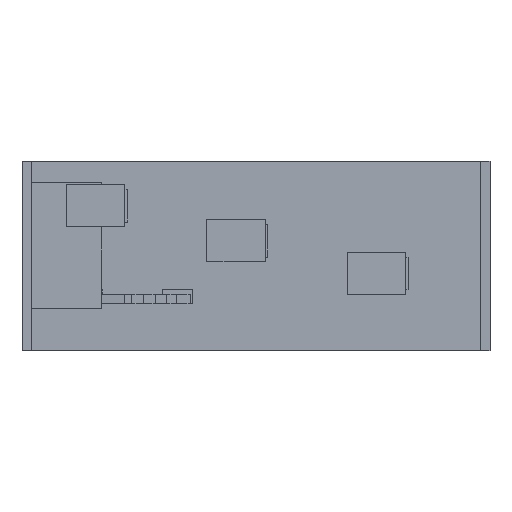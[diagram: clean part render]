
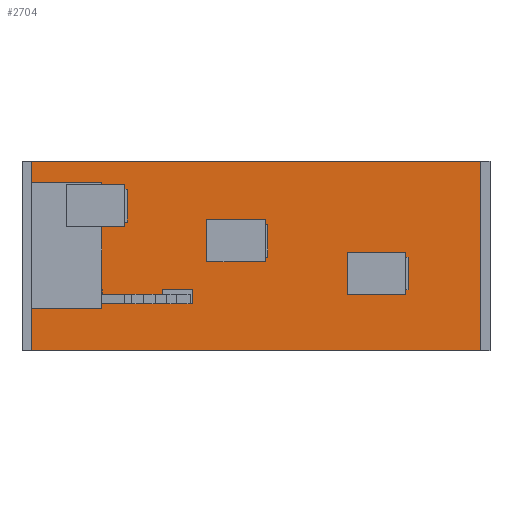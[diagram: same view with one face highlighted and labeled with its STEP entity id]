
A CAD part, front view. The second image highlights one B-rep face of the part: STEP entity #2704.
In plain terms, the highlighted planar face has unit normal (0, -1, 0).
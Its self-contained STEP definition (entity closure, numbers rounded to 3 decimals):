
#419=CARTESIAN_POINT('',(34.392,0.0,-24.942));
#420=VERTEX_POINT('',#419);
#421=CARTESIAN_POINT('',(34.,0.0,-24.942));
#422=VERTEX_POINT('',#421);
#423=CARTESIAN_POINT('',(34.392,0.0,-24.942));
#424=DIRECTION('',(-1.0,0.0,0.0));
#425=VECTOR('',#424,0.392);
#426=LINE('',#423,#425);
#427=EDGE_CURVE('',#420,#422,#426,.T.);
#646=CARTESIAN_POINT('',(34.392,0.0,-20.942));
#647=VERTEX_POINT('',#646);
#654=CARTESIAN_POINT('',(34.392,0.0,-18.942));
#655=VERTEX_POINT('',#654);
#656=CARTESIAN_POINT('',(34.392,0.0,-18.942));
#657=DIRECTION('',(0.0,0.0,-1.0));
#658=VECTOR('',#657,2.0);
#659=LINE('',#656,#658);
#660=EDGE_CURVE('',#655,#647,#659,.T.);
#685=CARTESIAN_POINT('',(34.,0.0,-18.942));
#686=VERTEX_POINT('',#685);
#687=CARTESIAN_POINT('',(34.,0.0,-18.942));
#688=DIRECTION('',(1.0,0.0,0.0));
#689=VECTOR('',#688,0.392);
#690=LINE('',#687,#689);
#691=EDGE_CURVE('',#686,#655,#690,.T.);
#741=CARTESIAN_POINT('',(72.901,0.0,-24.942));
#742=VERTEX_POINT('',#741);
#743=CARTESIAN_POINT('',(59.98,0.0,-24.942));
#744=VERTEX_POINT('',#743);
#745=CARTESIAN_POINT('',(72.901,0.0,-24.942));
#746=DIRECTION('',(-1.0,0.0,0.0));
#747=VECTOR('',#746,12.92);
#748=LINE('',#745,#747);
#749=EDGE_CURVE('',#742,#744,#748,.T.);
#781=CARTESIAN_POINT('',(72.901,0.0,-18.942));
#782=VERTEX_POINT('',#781);
#783=CARTESIAN_POINT('',(72.901,0.0,-18.942));
#784=DIRECTION('',(0.0,0.0,-1.0));
#785=VECTOR('',#784,6.0);
#786=LINE('',#783,#785);
#787=EDGE_CURVE('',#782,#742,#786,.T.);
#812=CARTESIAN_POINT('',(59.98,0.0,-20.942));
#813=VERTEX_POINT('',#812);
#814=CARTESIAN_POINT('',(59.98,0.0,-18.942));
#815=VERTEX_POINT('',#814);
#816=CARTESIAN_POINT('',(59.98,0.0,-20.942));
#817=DIRECTION('',(0.0,0.0,1.0));
#818=VECTOR('',#817,2.0);
#819=LINE('',#816,#818);
#820=EDGE_CURVE('',#813,#815,#819,.T.);
#884=CARTESIAN_POINT('',(59.98,0.0,-18.942));
#885=DIRECTION('',(1.0,0.0,0.0));
#886=VECTOR('',#885,12.92);
#887=LINE('',#884,#886);
#888=EDGE_CURVE('',#815,#782,#887,.T.);
#952=CARTESIAN_POINT('',(34.392,0.0,-20.942));
#953=DIRECTION('',(1.0,0.0,0.0));
#954=VECTOR('',#953,25.589);
#955=LINE('',#952,#954);
#956=EDGE_CURVE('',#647,#813,#955,.T.);
#967=CARTESIAN_POINT('',(59.98,0.0,-24.942));
#968=DIRECTION('',(-1.0,0.0,0.0));
#969=VECTOR('',#968,25.589);
#970=LINE('',#967,#969);
#971=EDGE_CURVE('',#744,#420,#970,.T.);
#1013=CARTESIAN_POINT('',(34.0,0.0,27.0));
#1014=VERTEX_POINT('',#1013);
#1015=CARTESIAN_POINT('',(34.0,0.0,27.0));
#1016=DIRECTION('',(0.0,0.0,-1.0));
#1017=VECTOR('',#1016,45.942);
#1018=LINE('',#1015,#1017);
#1019=EDGE_CURVE('',#1014,#686,#1018,.T.);
#1069=CARTESIAN_POINT('',(34.0,0.0,-27.0));
#1070=VERTEX_POINT('',#1069);
#1077=CARTESIAN_POINT('',(34.,0.0,-24.942));
#1078=DIRECTION('',(0.0,0.0,-1.0));
#1079=VECTOR('',#1078,2.058);
#1080=LINE('',#1077,#1079);
#1081=EDGE_CURVE('',#422,#1070,#1080,.T.);
#2305=CARTESIAN_POINT('',(196.0,0.0,36.));
#2306=VERTEX_POINT('',#2305);
#2369=CARTESIAN_POINT('',(4.0,0.0,36.));
#2370=VERTEX_POINT('',#2369);
#2377=CARTESIAN_POINT('',(196.0,0.0,36.));
#2378=DIRECTION('',(-1.0,0.0,0.0));
#2379=VECTOR('',#2378,192.0);
#2380=LINE('',#2377,#2379);
#2381=EDGE_CURVE('',#2306,#2370,#2380,.T.);
#2561=CARTESIAN_POINT('',(196.0,0.0,-45.0));
#2562=VERTEX_POINT('',#2561);
#2563=CARTESIAN_POINT('',(196.0,0.0,-45.0));
#2564=DIRECTION('',(0.0,0.0,1.0));
#2565=VECTOR('',#2564,81.0);
#2566=LINE('',#2563,#2565);
#2567=EDGE_CURVE('',#2562,#2306,#2566,.T.);
#2580=CARTESIAN_POINT('',(200.0,0.0,0.0));
#2581=DIRECTION('',(0.0,-1.0,0.0));
#2582=DIRECTION('',(0.0,0.0,-1.0));
#2583=AXIS2_PLACEMENT_3D('',#2580,#2581,#2582);
#2584=PLANE('',#2583);
#2585=ORIENTED_EDGE('',*,*,#660,.T.);
#2586=ORIENTED_EDGE('',*,*,#956,.T.);
#2587=ORIENTED_EDGE('',*,*,#820,.T.);
#2588=ORIENTED_EDGE('',*,*,#888,.T.);
#2589=ORIENTED_EDGE('',*,*,#787,.T.);
#2590=ORIENTED_EDGE('',*,*,#749,.T.);
#2591=ORIENTED_EDGE('',*,*,#971,.T.);
#2592=ORIENTED_EDGE('',*,*,#427,.T.);
#2593=ORIENTED_EDGE('',*,*,#1081,.T.);
#2594=CARTESIAN_POINT('',(4.0,0.0,-27.0));
#2595=VERTEX_POINT('',#2594);
#2596=CARTESIAN_POINT('',(4.0,0.0,-27.0));
#2597=DIRECTION('',(1.0,0.0,0.0));
#2598=VECTOR('',#2597,30.0);
#2599=LINE('',#2596,#2598);
#2600=EDGE_CURVE('',#2595,#1070,#2599,.T.);
#2601=ORIENTED_EDGE('',*,*,#2600,.F.);
#2602=CARTESIAN_POINT('',(4.0,0.0,-45.0));
#2603=VERTEX_POINT('',#2602);
#2604=CARTESIAN_POINT('',(4.0,0.0,-27.0));
#2605=DIRECTION('',(0.0,0.0,-1.0));
#2606=VECTOR('',#2605,18.0);
#2607=LINE('',#2604,#2606);
#2608=EDGE_CURVE('',#2595,#2603,#2607,.T.);
#2609=ORIENTED_EDGE('',*,*,#2608,.T.);
#2610=CARTESIAN_POINT('',(4.0,0.0,-45.0));
#2611=DIRECTION('',(1.0,0.0,0.0));
#2612=VECTOR('',#2611,192.0);
#2613=LINE('',#2610,#2612);
#2614=EDGE_CURVE('',#2603,#2562,#2613,.T.);
#2615=ORIENTED_EDGE('',*,*,#2614,.T.);
#2616=ORIENTED_EDGE('',*,*,#2567,.T.);
#2617=ORIENTED_EDGE('',*,*,#2381,.T.);
#2618=CARTESIAN_POINT('',(4.0,0.0,27.0));
#2619=VERTEX_POINT('',#2618);
#2620=CARTESIAN_POINT('',(4.0,0.0,27.0));
#2621=DIRECTION('',(0.0,0.0,1.0));
#2622=VECTOR('',#2621,9.);
#2623=LINE('',#2620,#2622);
#2624=EDGE_CURVE('',#2619,#2370,#2623,.T.);
#2625=ORIENTED_EDGE('',*,*,#2624,.F.);
#2626=CARTESIAN_POINT('',(34.0,0.0,27.0));
#2627=DIRECTION('',(-1.0,0.0,0.0));
#2628=VECTOR('',#2627,30.0);
#2629=LINE('',#2626,#2628);
#2630=EDGE_CURVE('',#1014,#2619,#2629,.T.);
#2631=ORIENTED_EDGE('',*,*,#2630,.F.);
#2632=ORIENTED_EDGE('',*,*,#1019,.T.);
#2633=ORIENTED_EDGE('',*,*,#691,.T.);
#2634=EDGE_LOOP('',(#2585,#2586,#2587,#2588,#2589,#2590,#2591,#2592,#2593,#2601,#2609,#2615,#2616,#2617,#2625,#2631,#2632,#2633));
#2635=FACE_OUTER_BOUND('',#2634,.T.);
#2636=CARTESIAN_POINT('',(139.0,0.0,-21.0));
#2637=VERTEX_POINT('',#2636);
#2638=CARTESIAN_POINT('',(139.0,0.0,-3.));
#2639=VERTEX_POINT('',#2638);
#2640=CARTESIAN_POINT('',(139.0,0.0,-21.0));
#2641=DIRECTION('',(0.0,0.0,1.0));
#2642=VECTOR('',#2641,18.0);
#2643=LINE('',#2640,#2642);
#2644=EDGE_CURVE('',#2637,#2639,#2643,.T.);
#2645=ORIENTED_EDGE('',*,*,#2644,.T.);
#2646=CARTESIAN_POINT('',(154.0,0.0,-3.));
#2647=VERTEX_POINT('',#2646);
#2648=CARTESIAN_POINT('',(139.0,0.0,-3.));
#2649=DIRECTION('',(1.0,0.0,0.0));
#2650=VECTOR('',#2649,15.0);
#2651=LINE('',#2648,#2650);
#2652=EDGE_CURVE('',#2639,#2647,#2651,.T.);
#2653=ORIENTED_EDGE('',*,*,#2652,.T.);
#2654=CARTESIAN_POINT('',(154.0,0.0,-21.0));
#2655=VERTEX_POINT('',#2654);
#2656=CARTESIAN_POINT('',(154.0,0.0,-3.));
#2657=DIRECTION('',(0.0,0.0,-1.0));
#2658=VECTOR('',#2657,18.0);
#2659=LINE('',#2656,#2658);
#2660=EDGE_CURVE('',#2647,#2655,#2659,.T.);
#2661=ORIENTED_EDGE('',*,*,#2660,.T.);
#2662=CARTESIAN_POINT('',(154.0,0.0,-21.0));
#2663=DIRECTION('',(-1.0,0.0,0.0));
#2664=VECTOR('',#2663,15.0);
#2665=LINE('',#2662,#2664);
#2666=EDGE_CURVE('',#2655,#2637,#2665,.T.);
#2667=ORIENTED_EDGE('',*,*,#2666,.T.);
#2668=EDGE_LOOP('',(#2645,#2653,#2661,#2667));
#2669=FACE_BOUND('',#2668,.T.);
#2670=CARTESIAN_POINT('',(79.0,0.0,-7.));
#2671=VERTEX_POINT('',#2670);
#2672=CARTESIAN_POINT('',(79.0,0.0,11.0));
#2673=VERTEX_POINT('',#2672);
#2674=CARTESIAN_POINT('',(79.0,0.0,-7.));
#2675=DIRECTION('',(0.0,0.0,1.0));
#2676=VECTOR('',#2675,18.0);
#2677=LINE('',#2674,#2676);
#2678=EDGE_CURVE('',#2671,#2673,#2677,.T.);
#2679=ORIENTED_EDGE('',*,*,#2678,.T.);
#2680=CARTESIAN_POINT('',(94.0,0.0,11.0));
#2681=VERTEX_POINT('',#2680);
#2682=CARTESIAN_POINT('',(79.0,0.0,11.0));
#2683=DIRECTION('',(1.0,0.0,0.0));
#2684=VECTOR('',#2683,15.0);
#2685=LINE('',#2682,#2684);
#2686=EDGE_CURVE('',#2673,#2681,#2685,.T.);
#2687=ORIENTED_EDGE('',*,*,#2686,.T.);
#2688=CARTESIAN_POINT('',(94.0,0.0,-7.));
#2689=VERTEX_POINT('',#2688);
#2690=CARTESIAN_POINT('',(94.0,0.0,11.0));
#2691=DIRECTION('',(0.0,0.0,-1.0));
#2692=VECTOR('',#2691,18.0);
#2693=LINE('',#2690,#2692);
#2694=EDGE_CURVE('',#2681,#2689,#2693,.T.);
#2695=ORIENTED_EDGE('',*,*,#2694,.T.);
#2696=CARTESIAN_POINT('',(94.0,0.0,-7.));
#2697=DIRECTION('',(-1.0,0.0,0.0));
#2698=VECTOR('',#2697,15.0);
#2699=LINE('',#2696,#2698);
#2700=EDGE_CURVE('',#2689,#2671,#2699,.T.);
#2701=ORIENTED_EDGE('',*,*,#2700,.T.);
#2702=EDGE_LOOP('',(#2679,#2687,#2695,#2701));
#2703=FACE_BOUND('',#2702,.T.);
#2704=ADVANCED_FACE('',(#2635,#2669,#2703),#2584,.T.);
